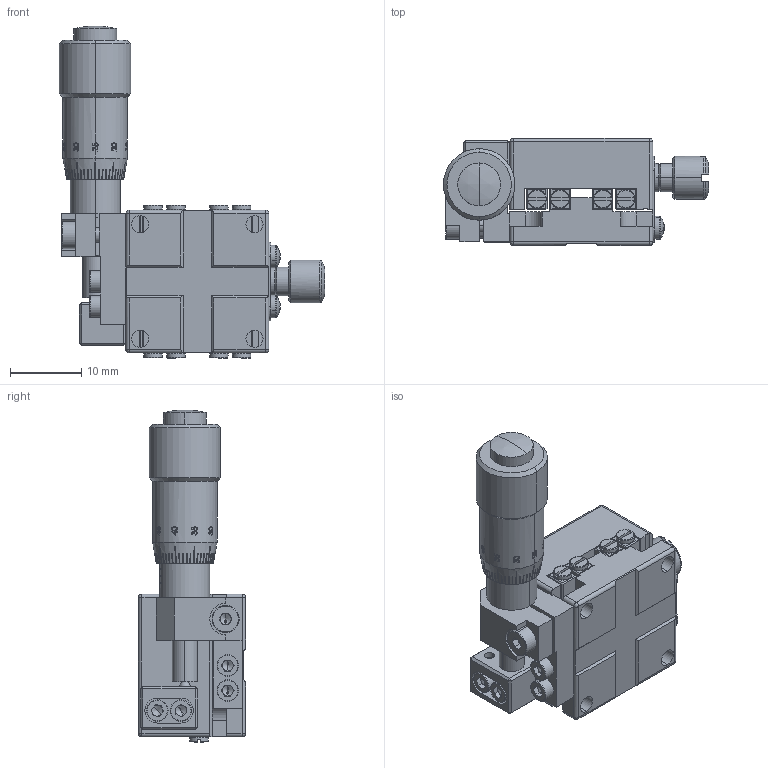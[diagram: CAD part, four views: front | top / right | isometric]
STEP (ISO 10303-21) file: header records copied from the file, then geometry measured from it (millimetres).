
FILE_DESCRIPTION (( 'STEP AP203' ), '1' );
FILE_NAME ('MX20-AS(«¬¿ý).STEP', '2014-10-23T07:43:24', ( '123' ), ( '' ), 'SwSTEP 2.0', 'SolidWorks 2014', '' );
FILE_SCHEMA (( 'CONFIG_CONTROL_DESIGN' ));
Length unit declared in the file: millimetre
Products named in the file (3): Group1^MX20-AS(型錄); Group2^MX20-AS(型錄); MX20-AS(型錄)
Assembly tree (2 placements, depth 2):
  MX20-AS(型錄)
    Group1^MX20-AS(型錄)
    Group2^MX20-AS(型錄)
Bounding box: 37.1 x 15 x 46.45 mm (x, y, z)
Volume: 8195.5 mm3; surface area: 6917.1 mm2
Topology: 14 solids, 14 shells, 1632 faces, 4417 edges, 2920 vertices
Faces by surface type: plane 1128, cylinder 202, bspline 160, cone 64, torus 62, sphere 16
Entity records: 62341 total; most frequent: CARTESIAN_POINT 22096, ORIENTED_EDGE 8780, DIRECTION 7432, EDGE_CURVE 4390, VECTOR 2966, LINE 2966, VERTEX_POINT 2917, AXIS2_PLACEMENT_3D 2233
